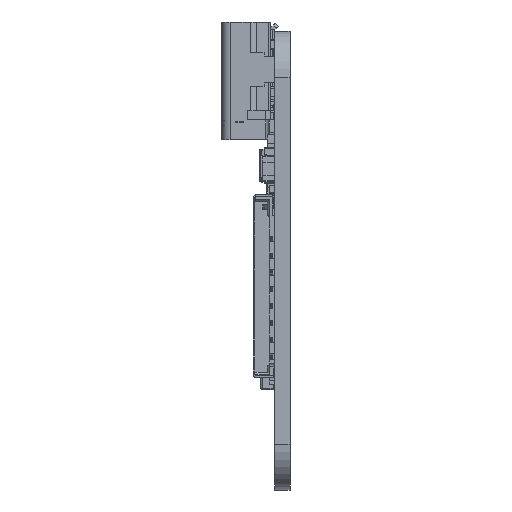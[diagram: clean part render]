
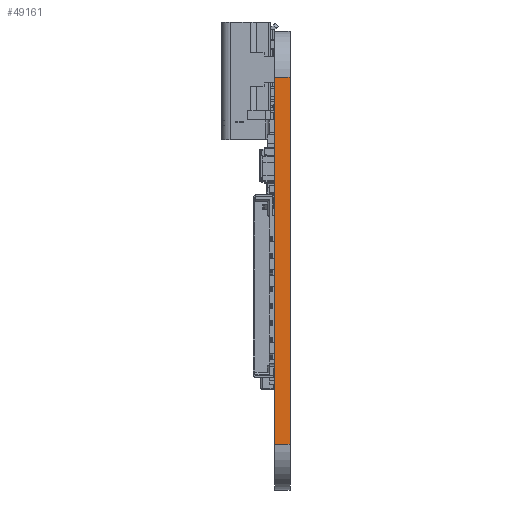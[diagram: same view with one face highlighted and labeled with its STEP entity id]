
A CAD part, left-side view. The second image highlights one B-rep face of the part: STEP entity #49161.
In plain terms, the highlighted planar face has unit normal (-1, 0, 0).
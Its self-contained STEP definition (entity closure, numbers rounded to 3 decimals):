
#1602=PLANE('',#52459);
#3283=FACE_OUTER_BOUND('',#6238,.T.);
#6238=EDGE_LOOP('',(#34185,#34186,#34187,#34188));
#9184=LINE('',#73258,#14003);
#9207=LINE('',#73322,#14026);
#9224=LINE('',#73360,#14043);
#9226=LINE('',#73363,#14045);
#14003=VECTOR('',#58324,1000.);
#14026=VECTOR('',#58371,1000.);
#14043=VECTOR('',#58398,1000.);
#14045=VECTOR('',#58402,1000.);
#21221=VERTEX_POINT('',#73255);
#21222=VERTEX_POINT('',#73257);
#21245=VERTEX_POINT('',#73308);
#21251=VERTEX_POINT('',#73320);
#26316=EDGE_CURVE('',#21221,#21222,#9184,.T.);
#26350=EDGE_CURVE('',#21245,#21251,#9207,.T.);
#26371=EDGE_CURVE('',#21221,#21245,#9224,.T.);
#26373=EDGE_CURVE('',#21222,#21251,#9226,.T.);
#34185=ORIENTED_EDGE('',*,*,#26350,.T.);
#34186=ORIENTED_EDGE('',*,*,#26373,.F.);
#34187=ORIENTED_EDGE('',*,*,#26316,.F.);
#34188=ORIENTED_EDGE('',*,*,#26371,.T.);
#49161=ADVANCED_FACE('',(#3283),#1602,.F.);
#52459=AXIS2_PLACEMENT_3D('',#73362,#58400,#58401);
#58324=DIRECTION('',(0.,0.,1.));
#58371=DIRECTION('',(0.,0.,1.));
#58398=DIRECTION('',(0.,-1.,0.));
#58400=DIRECTION('center_axis',(1.,0.,0.));
#58401=DIRECTION('ref_axis',(0.,0.,-1.));
#58402=DIRECTION('',(0.,-1.,0.));
#73255=CARTESIAN_POINT('',(-32.5,1.,-12.));
#73257=CARTESIAN_POINT('',(-32.5,1.,12.));
#73258=CARTESIAN_POINT('',(-32.5,1.,12.));
#73308=CARTESIAN_POINT('',(-32.5,0.,-12.));
#73320=CARTESIAN_POINT('',(-32.5,0.,12.));
#73322=CARTESIAN_POINT('',(-32.5,0.,12.));
#73360=CARTESIAN_POINT('',(-32.5,1.,-12.));
#73362=CARTESIAN_POINT('Origin',(-32.5,1.,12.));
#73363=CARTESIAN_POINT('',(-32.5,1.,12.));
